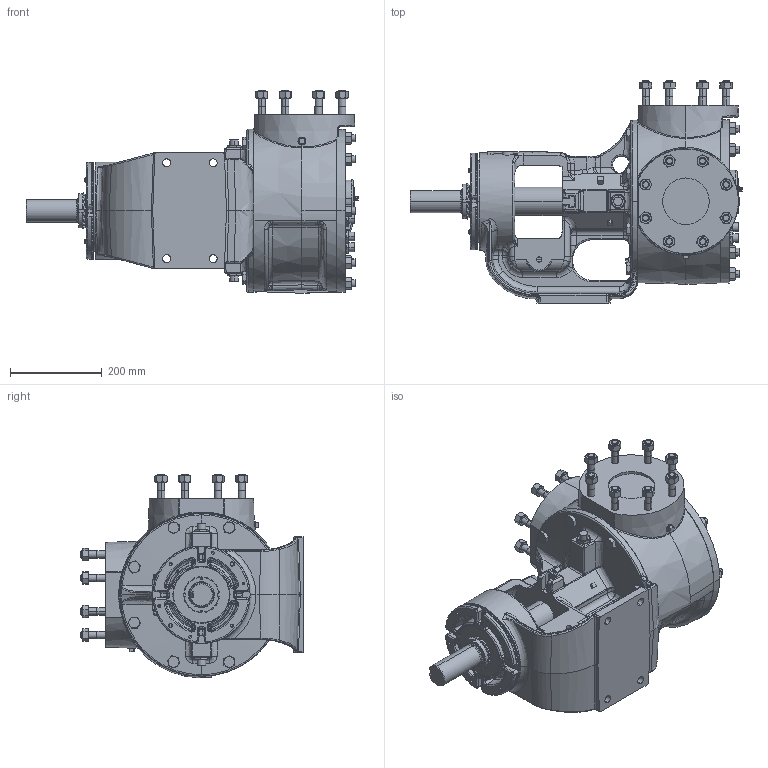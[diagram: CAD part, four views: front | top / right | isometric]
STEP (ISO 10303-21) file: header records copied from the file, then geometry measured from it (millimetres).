
FILE_DESCRIPTION (( 'STEP AP214' ), '1' );
FILE_NAME ('Q124E.STEP', '2018-02-22T15:45:39', ( '' ), ( '' ), 'SwSTEP 2.0', 'SolidWorks 2017', '' );
FILE_SCHEMA (( 'AUTOMOTIVE_DESIGN' ));
Length unit declared in the file: inch
Products named in the file (2): Q124E
Bounding box: 725.53 x 485.65 x 444.81 mm (x, y, z)
Volume: 33320830.3 mm3; surface area: 1323227.6 mm2
Topology: 1 solids, 1 shells, 3619 faces, 9157 edges, 5614 vertices
Faces by surface type: plane 1145, cylinder 1001, bspline 772, cone 701
Entity records: 234214 total; most frequent: CARTESIAN_POINT 120616, ORIENTED_EDGE 18090, DIRECTION 14877, EDGE_CURVE 9045, AXIS2_PLACEMENT_3D 5828, VERTEX_POINT 5614, EDGE_LOOP 3839, ADVANCED_FACE 3619
